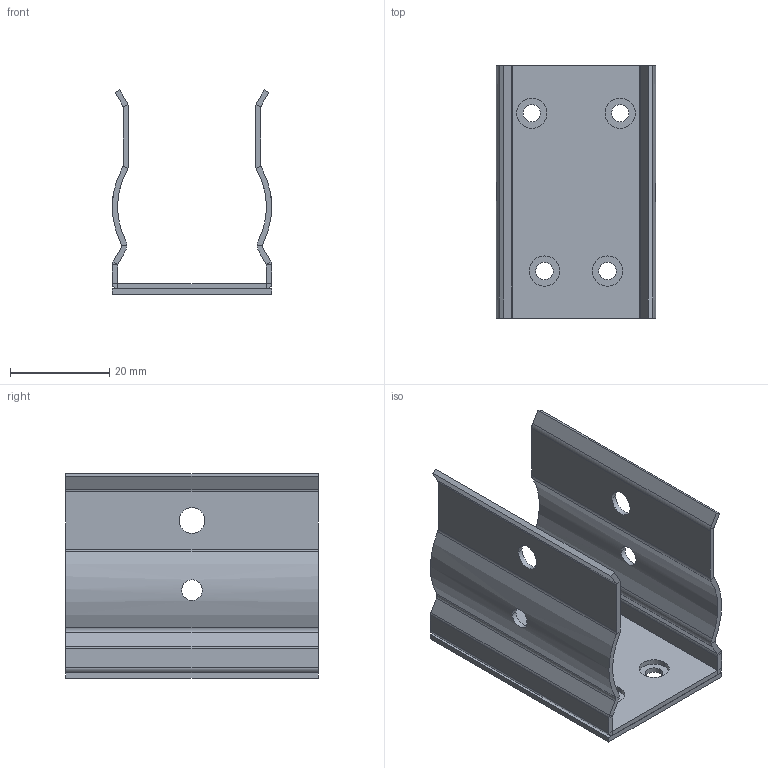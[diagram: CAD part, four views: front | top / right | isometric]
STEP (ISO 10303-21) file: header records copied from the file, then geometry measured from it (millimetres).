
FILE_DESCRIPTION((''),'2;1');
FILE_NAME('141830_SW','2008-08-15T',('banengservice'),('BANNER ENGINEERING'),'PRO/ENGINEER BY PARAMETRIC TECHNOLOGY CORPORATION, 2006170','PRO/ENGINEER BY PARAMETRIC TECHNOLOGY CORPORATION, 2006170','');
FILE_SCHEMA(('CONFIG_CONTROL_DESIGN'));
Length unit declared in the file: inch
Products named in the file (1): 141830_SW
Bounding box: 32.11 x 50.8 x 41.13 mm (x, y, z)
Volume: 7587.6 mm3; surface area: 14933.7 mm2
Topology: 2 solids, 2 shells, 98 faces, 274 edges, 180 vertices
Faces by surface type: plane 52, cylinder 46
Entity records: 3356 total; most frequent: CARTESIAN_POINT 656, DIRECTION 570, ORIENTED_EDGE 548, EDGE_CURVE 274, AXIS2_PLACEMENT_3D 206, VERTEX_POINT 180, VECTOR 158, LINE 158
